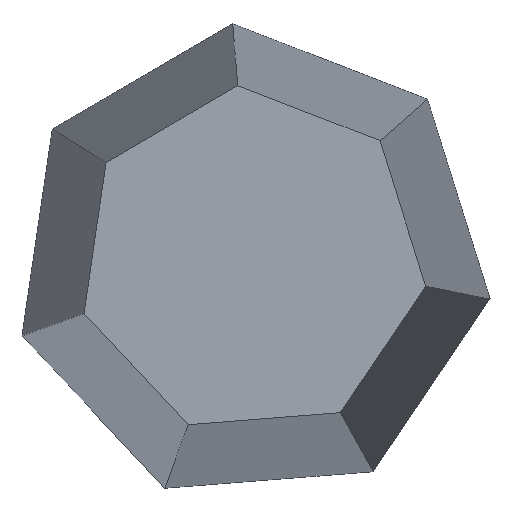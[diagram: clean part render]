
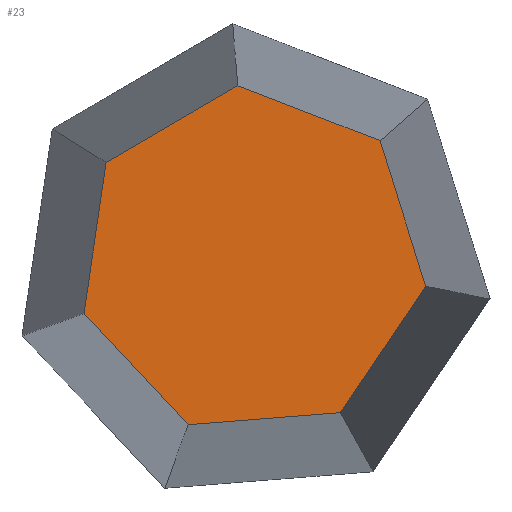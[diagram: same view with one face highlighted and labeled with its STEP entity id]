
A CAD part, top view. The second image highlights one B-rep face of the part: STEP entity #23.
In plain terms, the highlighted planar face has unit normal (0, 0, 1).
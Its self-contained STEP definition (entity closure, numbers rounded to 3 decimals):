
#8 = EDGE_CURVE ( 'NONE', #62, #67, #130, .T. ) ;
#9 = EDGE_CURVE ( 'NONE', #70, #62, #134, .T. ) ;
#15 = EDGE_CURVE ( 'NONE', #73, #72, #153, .T. ) ;
#20 = EDGE_CURVE ( 'NONE', #72, #68, #168, .T. ) ;
#21 = EDGE_CURVE ( 'NONE', #68, #70, #171, .T. ) ;
#23 = ADVANCED_FACE ( 'NONE', ( #315 ), #146, .T. ) ;
#25 = EDGE_CURVE ( 'NONE', #65, #73, #184, .T. ) ;
#27 = EDGE_CURVE ( 'NONE', #67, #65, #191, .T. ) ;
#57 = EDGE_LOOP ( 'NONE', ( #104, #105, #106, #102, #107, #108, #109 ) ) ;
#62 = VERTEX_POINT ( 'NONE', #217 ) ;
#65 = VERTEX_POINT ( 'NONE', #220 ) ;
#67 = VERTEX_POINT ( 'NONE', #222 ) ;
#68 = VERTEX_POINT ( 'NONE', #223 ) ;
#70 = VERTEX_POINT ( 'NONE', #225 ) ;
#72 = VERTEX_POINT ( 'NONE', #227 ) ;
#73 = VERTEX_POINT ( 'NONE', #228 ) ;
#102 = ORIENTED_EDGE ( 'NONE', *, *, #9, .T. ) ;
#104 = ORIENTED_EDGE ( 'NONE', *, *, #15, .T. ) ;
#105 = ORIENTED_EDGE ( 'NONE', *, *, #20, .T. ) ;
#106 = ORIENTED_EDGE ( 'NONE', *, *, #21, .T. ) ;
#107 = ORIENTED_EDGE ( 'NONE', *, *, #8, .T. ) ;
#108 = ORIENTED_EDGE ( 'NONE', *, *, #27, .T. ) ;
#109 = ORIENTED_EDGE ( 'NONE', *, *, #25, .T. ) ;
#130 = LINE ( 'NONE', #131, #317 ) ;
#131 = CARTESIAN_POINT ( 'NONE',  ( -8.061, 26.705, 70. ) ) ;
#132 = DIRECTION ( 'NONE',  ( -0.864, -0.504, 0. ) ) ;
#134 = LINE ( 'NONE', #135, #316 ) ;
#135 = CARTESIAN_POINT ( 'NONE',  ( -2.046, 23.388, 70. ) ) ;
#136 = DIRECTION ( 'NONE',  ( -0.932, 0.361, 0. ) ) ;
#146 = PLANE ( 'NONE',  #324 ) ;
#153 = LINE ( 'NONE', #154, #309 ) ;
#154 = CARTESIAN_POINT ( 'NONE',  ( -12.319, 11.87, 70. ) ) ;
#155 = DIRECTION ( 'NONE',  ( 0.997, 0.079, 0. ) ) ;
#168 = LINE ( 'NONE', #169, #303 ) ;
#169 = CARTESIAN_POINT ( 'NONE',  ( -5.461, 11.492, 70. ) ) ;
#170 = DIRECTION ( 'NONE',  ( 0.56, 0.829, 0. ) ) ;
#171 = LINE ( 'NONE', #172, #302 ) ;
#172 = CARTESIAN_POINT ( 'NONE',  ( -0.889, 16.618, 70. ) ) ;
#173 = DIRECTION ( 'NONE',  ( -0.299, 0.954, 0. ) ) ;
#177 = CARTESIAN_POINT ( 'NONE',  ( 0., 0., 70. ) ) ;
#178 = DIRECTION ( 'NONE',  ( 0., 0., 1. ) ) ;
#179 = DIRECTION ( 'NONE',  ( 1., 0., 0. ) ) ;
#184 = LINE ( 'NONE', #185, #296 ) ;
#185 = CARTESIAN_POINT ( 'NONE',  ( -16.299, 17.468, 70. ) ) ;
#186 = DIRECTION ( 'NONE',  ( 0.683, -0.73, 0. ) ) ;
#191 = LINE ( 'NONE', #192, #294 ) ;
#192 = CARTESIAN_POINT ( 'NONE',  ( -14.404, 24.07, 70. ) ) ;
#193 = DIRECTION ( 'NONE',  ( -0.145, -0.989, 0. ) ) ;
#217 = CARTESIAN_POINT ( 'NONE',  ( -9.078, 26.112, 70. ) ) ;
#220 = CARTESIAN_POINT ( 'NONE',  ( -15.494, 16.609, 70. ) ) ;
#222 = CARTESIAN_POINT ( 'NONE',  ( -14.574, 22.905, 70. ) ) ;
#223 = CARTESIAN_POINT ( 'NONE',  ( -1.241, 17.741, 70. ) ) ;
#225 = CARTESIAN_POINT ( 'NONE',  ( -3.144, 23.813, 70. ) ) ;
#227 = CARTESIAN_POINT ( 'NONE',  ( -4.802, 12.468, 70. ) ) ;
#228 = CARTESIAN_POINT ( 'NONE',  ( -11.145, 11.964, 70. ) ) ;
#294 = VECTOR ( 'NONE', #193, 1000. ) ;
#296 = VECTOR ( 'NONE', #186, 1000. ) ;
#302 = VECTOR ( 'NONE', #173, 1000. ) ;
#303 = VECTOR ( 'NONE', #170, 1000. ) ;
#309 = VECTOR ( 'NONE', #155, 1000. ) ;
#315 = FACE_OUTER_BOUND ( 'NONE', #57, .T. ) ;
#316 = VECTOR ( 'NONE', #136, 1000. ) ;
#317 = VECTOR ( 'NONE', #132, 1000. ) ;
#324 = AXIS2_PLACEMENT_3D ( 'NONE', #177, #178, #179 ) ;
